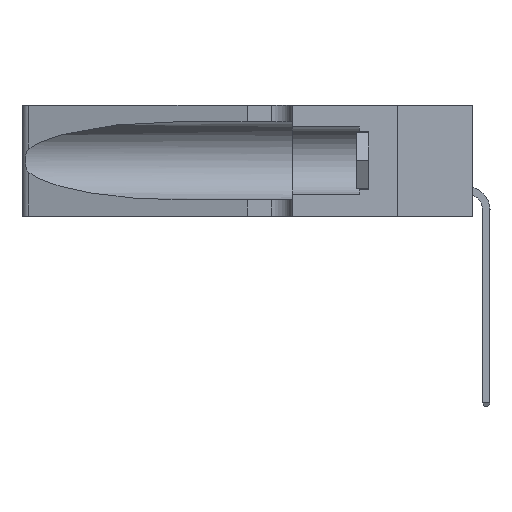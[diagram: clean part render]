
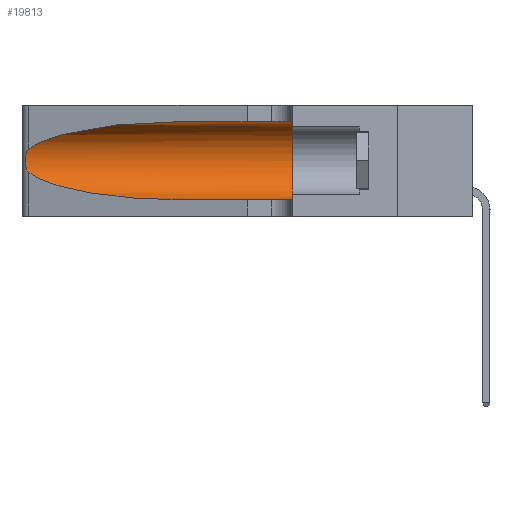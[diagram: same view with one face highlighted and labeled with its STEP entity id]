
A CAD part, left-side view. The second image highlights one B-rep face of the part: STEP entity #19813.
In plain terms, the highlighted cylindrical face has radius 3.308 mm (diameter 6.617 mm), a partial arc.
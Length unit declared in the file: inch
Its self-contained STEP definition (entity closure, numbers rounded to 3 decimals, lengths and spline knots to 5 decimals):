
#100 = B_SPLINE_CURVE_WITH_KNOTS ( 'NONE', 3,
 ( #29131, #13217, #1786, #1419, #25218, #6030, #9887, #5661, #28408, #33010, #9494, #28764, #36171, #2143 ),
 .UNSPECIFIED., .F., .F.,
 ( 4, 2, 2, 2, 2, 2, 4 ),
 ( 0., 0.00027, 0.00053, 0.00107, 0.0016, 0.00187, 0.00214 ),
 .UNSPECIFIED. ) ;
#1419 = CARTESIAN_POINT ( 'NONE',  ( 0.25787, 1.23484, 0.2124 ) ) ;
#1786 = CARTESIAN_POINT ( 'NONE',  ( 0.25639, 1.23184, 0.21858 ) ) ;
#2143 = CARTESIAN_POINT ( 'NONE',  ( 0.25487, 1.22718, 0.14631 ) ) ;
#2447 = DIRECTION ( 'NONE',  ( 0., -1., 0. ) ) ;
#3554 = CYLINDRICAL_SURFACE ( 'NONE', #31295, 0.13025 ) ;
#4114 = CARTESIAN_POINT ( 'NONE',  ( 0.1305, 0.35, 0.05475 ) ) ;
#4346 = EDGE_CURVE ( 'NONE', #29451, #39997, #32541, .T. ) ;
#5310 = EDGE_CURVE ( 'NONE', #44248, #49691, #44581, .T. ) ;
#5661 = CARTESIAN_POINT ( 'NONE',  ( 0.26075, 1.23896, 0.178 ) ) ;
#6030 = CARTESIAN_POINT ( 'NONE',  ( 0.26018, 1.23835, 0.19895 ) ) ;
#7626 = CARTESIAN_POINT ( 'NONE',  ( 0.25487, 1.22718, 0.14631 ) ) ;
#9231 = DIRECTION ( 'NONE',  ( 0., -1., 0. ) ) ;
#9494 = CARTESIAN_POINT ( 'NONE',  ( 0.25789, 1.23486, 0.15765 ) ) ;
#9887 = CARTESIAN_POINT ( 'NONE',  ( 0.26075, 1.23896, 0.19203 ) ) ;
#10783 = CARTESIAN_POINT ( 'NONE',  ( 0.1305, 0.35, 0.31525 ) ) ;
#12355 = DIRECTION ( 'NONE',  ( 0., 0., -1. ) ) ;
#12974 = CARTESIAN_POINT ( 'NONE',  ( 0.1305, 0.72297, 0.05475 ) ) ;
#13217 = CARTESIAN_POINT ( 'NONE',  ( 0.25555, 1.22994, 0.2215 ) ) ;
#16057 = AXIS2_PLACEMENT_3D ( 'NONE', #25624, #25804, #44287 ) ;
#17246 = ORIENTED_EDGE ( 'NONE', *, *, #32072, .T. ) ;
#19283 = EDGE_LOOP ( 'NONE', ( #17246, #34210, #48649, #33845, #28466, #48481 ) ) ;
#19813 = ADVANCED_FACE ( 'NONE', ( #36650 ), #3554, .F. ) ;
#20042 = CARTESIAN_POINT ( 'NONE',  ( 0.25487, 1.22718, 0.14631 ) ) ;
#21994 = CARTESIAN_POINT ( 'NONE',  ( 0.1305, 1.61858, 0.31525 ) ) ;
#22170 = LINE ( 'NONE', #27999, #26395 ) ;
#22587 = CARTESIAN_POINT ( 'NONE',  ( 0.25487, 1.22718, 0.22369 ) ) ;
#23549 = VERTEX_POINT ( 'NONE', #24743 ) ;
#24743 = CARTESIAN_POINT ( 'NONE',  ( 0.25487, 1.22718, 0.22369 ) ) ;
#25218 = CARTESIAN_POINT ( 'NONE',  ( 0.25854, 1.2359, 0.20912 ) ) ;
#25624 = CARTESIAN_POINT ( 'NONE',  ( 0.1305, 0.35, 0.185 ) ) ;
#25804 = DIRECTION ( 'NONE',  ( 0., 1., 0. ) ) ;
#26312 = CARTESIAN_POINT ( 'NONE',  ( 0.2373, 1.15595, 0.28018 ) ) ;
#26395 = VECTOR ( 'NONE', #2447, 39.37008 ) ;
#26664 = LINE ( 'NONE', #21994, #29670 ) ;
#27999 = CARTESIAN_POINT ( 'NONE',  ( 0.1305, 1.61858, 0.05475 ) ) ;
#28239 = CARTESIAN_POINT ( 'NONE',  ( 0.1305, 0.72297, 0.05475 ) ) ;
#28408 = CARTESIAN_POINT ( 'NONE',  ( 0.26017, 1.23833, 0.17102 ) ) ;
#28466 = ORIENTED_EDGE ( 'NONE', *, *, #5310, .F. ) ;
#28764 = CARTESIAN_POINT ( 'NONE',  ( 0.25639, 1.23186, 0.15144 ) ) ;
#29131 = CARTESIAN_POINT ( 'NONE',  ( 0.25487, 1.22718, 0.22369 ) ) ;
#29451 = VERTEX_POINT ( 'NONE', #7626 ) ;
#29670 = VECTOR ( 'NONE', #9231, 39.37008 ) ;
#31015 = DIRECTION ( 'NONE',  ( 0., -1., 0. ) ) ;
#31295 = AXIS2_PLACEMENT_3D ( 'NONE', #46929, #31015, #12355 ) ;
#32072 = EDGE_CURVE ( 'NONE', #33935, #23549, #41156, .T. ) ;
#32541 =( BOUNDED_CURVE ( )  B_SPLINE_CURVE ( 3, ( #20042, #47369, #47206, #12974 ),
 .UNSPECIFIED., .F., .T. ) 
 B_SPLINE_CURVE_WITH_KNOTS ( ( 4, 4 ),
 ( 3.44316, 4.71239 ),
 .UNSPECIFIED. ) 
 CURVE ( )  GEOMETRIC_REPRESENTATION_ITEM ( )  RATIONAL_B_SPLINE_CURVE ( ( 1., 0.87, 0.87, 1. ) ) 
 REPRESENTATION_ITEM ( '' )  );
#32564 = EDGE_CURVE ( 'NONE', #33935, #44248, #26664, .T. ) ;
#33010 = CARTESIAN_POINT ( 'NONE',  ( 0.25856, 1.23593, 0.16098 ) ) ;
#33845 = ORIENTED_EDGE ( 'NONE', *, *, #43490, .T. ) ;
#33935 = VERTEX_POINT ( 'NONE', #34495 ) ;
#34210 = ORIENTED_EDGE ( 'NONE', *, *, #38258, .T. ) ;
#34495 = CARTESIAN_POINT ( 'NONE',  ( 0.1305, 0.72297, 0.31525 ) ) ;
#36171 = CARTESIAN_POINT ( 'NONE',  ( 0.25555, 1.22993, 0.14849 ) ) ;
#36650 = FACE_OUTER_BOUND ( 'NONE', #19283, .T. ) ;
#38115 = CARTESIAN_POINT ( 'NONE',  ( 0.18966, 0.96281, 0.31525 ) ) ;
#38258 = EDGE_CURVE ( 'NONE', #23549, #29451, #100, .T. ) ;
#39997 = VERTEX_POINT ( 'NONE', #28239 ) ;
#41156 =( BOUNDED_CURVE ( )  B_SPLINE_CURVE ( 3, ( #42265, #38115, #26312, #22587 ),
 .UNSPECIFIED., .F., .T. ) 
 B_SPLINE_CURVE_WITH_KNOTS ( ( 4, 4 ),
 ( 1.5708, 2.84003 ),
 .UNSPECIFIED. ) 
 CURVE ( )  GEOMETRIC_REPRESENTATION_ITEM ( )  RATIONAL_B_SPLINE_CURVE ( ( 1., 0.87, 0.87, 1. ) ) 
 REPRESENTATION_ITEM ( '' )  );
#42265 = CARTESIAN_POINT ( 'NONE',  ( 0.1305, 0.72297, 0.31525 ) ) ;
#43490 = EDGE_CURVE ( 'NONE', #39997, #49691, #22170, .T. ) ;
#44248 = VERTEX_POINT ( 'NONE', #10783 ) ;
#44287 = DIRECTION ( 'NONE',  ( 0., 0., 1. ) ) ;
#44581 = CIRCLE ( 'NONE', #16057, 0.13025 ) ;
#46929 = CARTESIAN_POINT ( 'NONE',  ( 0.1305, 1.61858, 0.185 ) ) ;
#47206 = CARTESIAN_POINT ( 'NONE',  ( 0.18966, 0.96281, 0.05475 ) ) ;
#47369 = CARTESIAN_POINT ( 'NONE',  ( 0.2373, 1.15595, 0.08982 ) ) ;
#48481 = ORIENTED_EDGE ( 'NONE', *, *, #32564, .F. ) ;
#48649 = ORIENTED_EDGE ( 'NONE', *, *, #4346, .T. ) ;
#49691 = VERTEX_POINT ( 'NONE', #4114 ) ;
